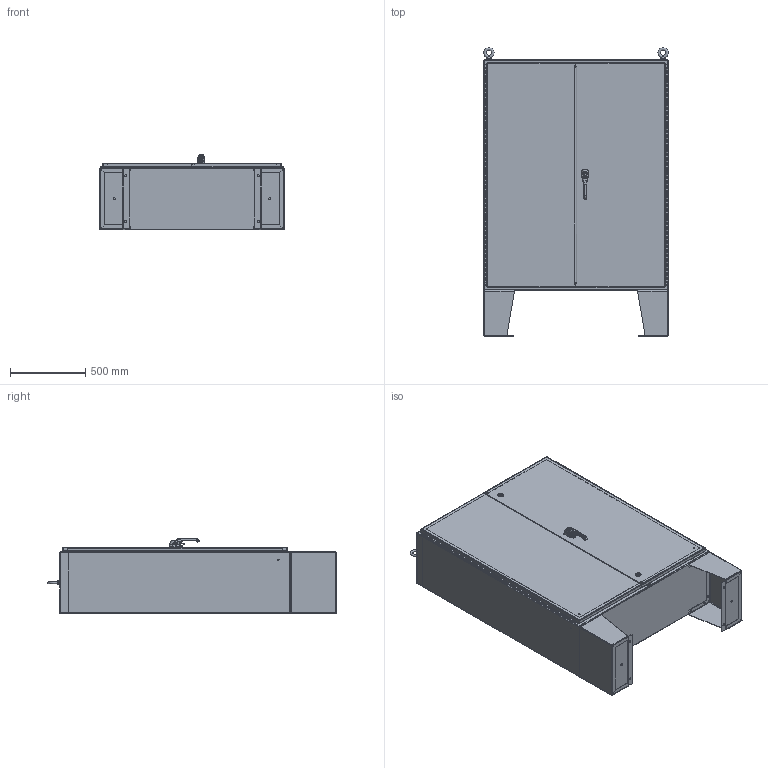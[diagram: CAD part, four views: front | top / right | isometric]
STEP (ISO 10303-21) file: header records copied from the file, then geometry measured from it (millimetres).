
FILE_DESCRIPTION(/* description */ ('ENCL,NEMA12,CS,2D,FM,60X48X16'),/* implementation_level */ '2;1');
FILE_NAME(/* name */ 'N12604816.stp',/* time_stamp */ '2021-01-23T06:45:15-06:00',/* author */ ('dnichola'),/* organization */ (''),/* preprocessor_version */ 'ST-DEVELOPER v18.1',/* originating_system */ 'Autodesk Inventor 2020',/* authorisation */ '');
FILE_SCHEMA (('AUTOMOTIVE_DESIGN { 1 0 10303 214 3 1 1 }'));
Products named in the file (52): N12604816; HFW3878; 349132; 30627; 316298; HFW3025; 38625; 38627; N124816BTM; N124816TOP; N12604816BLR; N126048FIP; N1260STRIPGSKT; HFW352004; N1260DPK; N126048LDR; N126048SDR; 3889; HSSN1300W56; HSSN1300W56_1; HSSN1300W56T; HSSN1300W56L; HSSN1300W56P; FK1216; FK1216LG; FK16B; LARGE_DOOR_ROD_ASSM-37026; HFW31712; 1091-903_AF0; 1091-903_AF0_1; 1091-903_AF0_2; PLASTIC-ROLLER-CAM_AF0_ASM; PLASTIC-ROLLER-CAM_AF1; 7379-M6-8X25_AF0; LOCK-NUT_AF0; SUPPORT-ROLL_AF0; 1091-BR11_AF0; 37026; ANSI B18.6.3 - 3/8-16 UNC - 1.75; HFW3762 ...
Assembly tree (83 placements, depth 5):
  N12604816
    HFW3878  x2
    38846  x6
    349132  x2
    30627  x2
    316298  x2
    HFW3025  x2
    38625  x2
    38627
    N124816BTM
    N124816TOP
    N12604816BLR
    N126048FIP  x2
    N1260STRIPGSKT
    HFW352004  x2
    N1260DPK
    N126048LDR
    N126048SDR
    3889  x8
    HSSN1300W56
      HSSN1300W56T
      HSSN1300W56L
      HSSN1300W56P
    HSSN1300W56_1
      HSSN1300W56T
      HSSN1300W56L
      HSSN1300W56P
    FK1216  x2
      FK1216LG
      FK16B
    LARGE_DOOR_ROD_ASSM-37026
      HFW31712
        1091-903_AF0
          1091-903_AF0_1
          1091-903_AF0_2
        PLASTIC-ROLLER-CAM_AF0_ASM
          PLASTIC-ROLLER-CAM_AF1
          7379-M6-8X25_AF0
          LOCK-NUT_AF0
        SUPPORT-ROLL_AF0
        1091-BR11_AF0
      37026  x2
      ANSI B18.6.3 - 3/8-16 UNC - 1.75  x2
      HFW3762  x4
      31215  x2
      3862  x2
    32450
    HFW312002  x2
      CP10184202R01_Standard
        CP10184202R01_Deep Recess
        CP10184202R03 MODIFY
      CP10184202R02
      CP10184202R04
        _22030_0932_Spring_Plunger__1_b_2
        _22030_0932_Spring_Plunger__1_a_4
Bounding box: 1222.38 x 1911.28 x 498.15 mm (x, y, z)
Volume: 22017941.1 mm3; surface area: 16114014.1 mm2
Topology: 77 solids, 1558 shells, 4445 faces, 14533 edges, 11728 vertices
Faces by surface type: plane 1931, cylinder 1387, bspline 532, torus 300, cone 167, sphere 128
Full cylindrical faces by diameter (mm): 1.5 x2, 3.5 x2, 3.9 x1, 4.2 x2, 4.5 x2, 4.762 x2, 4.773 x2, 5 x5, 5.16 x20, 6 x3, 6.128 x2, 6.172 x2, 6.35 x14, 6.41 x2, 6.535 x16, 7.112 x3, 7.144 x2, 7.938 x2, 8 x1, 8.153 x2, 8.2 x1, 8.382 x16, 8.56 x6, 8.7 x2, 9.525 x12, 10 x2, 10.16 x4, 12 x4, 12.7 x2, 13 x1
Entity records: 204420 total; most frequent: CARTESIAN_POINT 103714, DIRECTION 18704, ORIENTED_EDGE 15326, EDGE_CURVE 11035, VERTEX_POINT 9492, AXIS2_PLACEMENT_3D 6651, LINE 5402, VECTOR 5402
